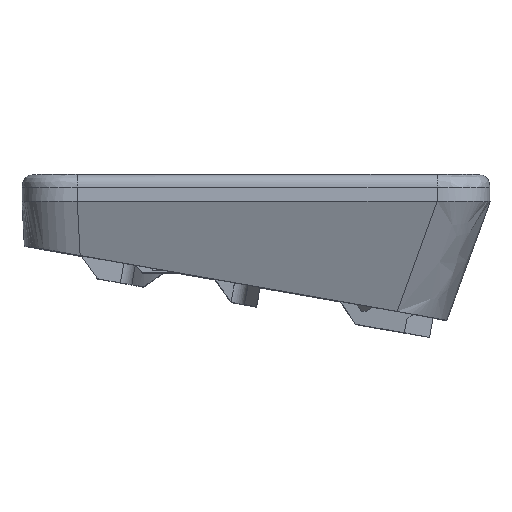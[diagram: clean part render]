
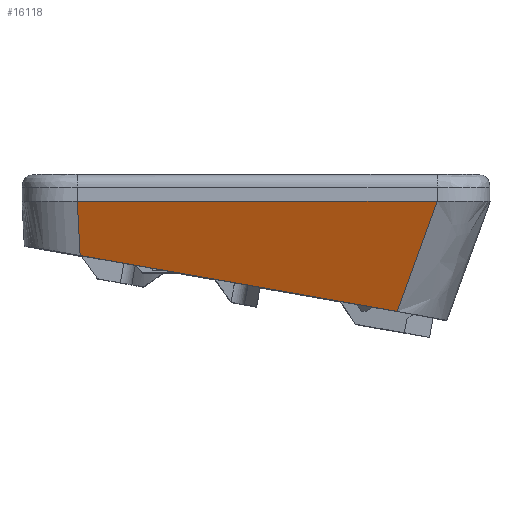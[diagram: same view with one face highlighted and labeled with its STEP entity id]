
A CAD part, top view. The second image highlights one B-rep face of the part: STEP entity #16118.
In plain terms, the highlighted free-form (B-spline) face has degree [1, 1] with [2, 2] control points.
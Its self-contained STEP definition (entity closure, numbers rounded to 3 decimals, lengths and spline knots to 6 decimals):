
#64=LINE('',#21484,#1708);
#69=LINE('',#21595,#1713);
#1708=VECTOR('',#17749,1.);
#1713=VECTOR('',#17760,1.);
#4410=ORIENTED_EDGE('',*,*,#9413,.T.);
#4411=ORIENTED_EDGE('',*,*,#9414,.T.);
#4412=ORIENTED_EDGE('',*,*,#9415,.T.);
#4413=ORIENTED_EDGE('',*,*,#9401,.F.);
#9401=EDGE_CURVE('',#11902,#11903,#64,.T.);
#9413=EDGE_CURVE('',#11902,#11912,#13397,.T.);
#9414=EDGE_CURVE('',#11912,#11913,#69,.T.);
#9415=EDGE_CURVE('',#11913,#11903,#13398,.T.);
#11902=VERTEX_POINT('',#21483);
#11903=VERTEX_POINT('',#21485);
#11912=VERTEX_POINT('',#21594);
#11913=VERTEX_POINT('',#21596);
#13397=B_SPLINE_CURVE_WITH_KNOTS('',3,(#21590,#21591,#21592,#21593),
 .UNSPECIFIED.,.F.,.F.,(4,4),(0.,1.),.UNSPECIFIED.);
#13398=B_SPLINE_CURVE_WITH_KNOTS('',3,(#21597,#21598,#21599,#21600),
 .UNSPECIFIED.,.F.,.F.,(4,4),(0.,1.),.UNSPECIFIED.);
#13621=EDGE_LOOP('',(#4410,#4411,#4412,#4413));
#14588=FACE_BOUND('',#13621,.T.);
#15536=B_SPLINE_SURFACE_WITH_KNOTS('',1,1,((#21586,#21587),(#21588,#21589)),
 .PLANE_SURF.,.F.,.F.,.F.,(2,2),(2,2),(0.,1.),(0.,1.),.UNSPECIFIED.);
#16118=ADVANCED_FACE('',(#14588),#15536,.T.);
#17749=DIRECTION('',(-0.983,0.173,0.063));
#17760=DIRECTION('',(-1.,0.,0.));
#21483=CARTESIAN_POINT('',(0.07137,0.000373,0.044886));
#21484=CARTESIAN_POINT('',(0.03803,0.006251,0.047026));
#21485=CARTESIAN_POINT('',(0.003708,0.012303,0.049228));
#21586=CARTESIAN_POINT('',(-0.001244,-0.000949,0.044405));
#21587=CARTESIAN_POINT('',(-0.001244,0.025026,0.053859));
#21588=CARTESIAN_POINT('',(0.08426,-0.000949,0.044405));
#21589=CARTESIAN_POINT('',(0.08426,0.025026,0.053859));
#21590=CARTESIAN_POINT('',(0.07137,0.000373,0.044886));
#21591=CARTESIAN_POINT('',(0.074217,0.008197,0.047734));
#21592=CARTESIAN_POINT('',(0.077065,0.016021,0.050582));
#21593=CARTESIAN_POINT('',(0.079913,0.023846,0.053429));
#21594=CARTESIAN_POINT('',(0.079913,0.023846,0.053429));
#21595=CARTESIAN_POINT('',(0.002801,0.023846,0.053429));
#21596=CARTESIAN_POINT('',(0.003103,0.023846,0.053429));
#21597=CARTESIAN_POINT('',(0.003103,0.023846,0.053429));
#21598=CARTESIAN_POINT('',(0.003305,0.019998,0.052029));
#21599=CARTESIAN_POINT('',(0.003506,0.016151,0.050629));
#21600=CARTESIAN_POINT('',(0.003708,0.012303,0.049228));
